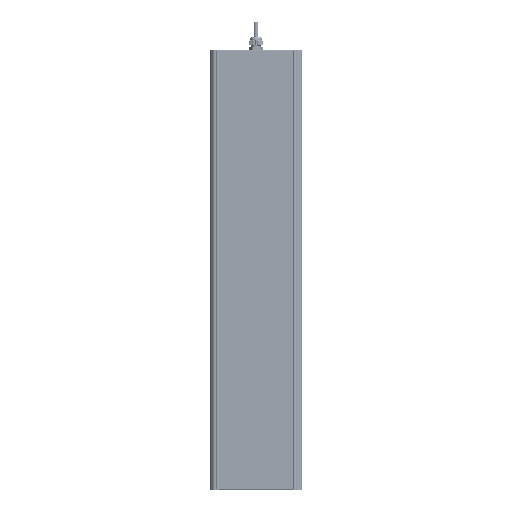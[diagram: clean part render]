
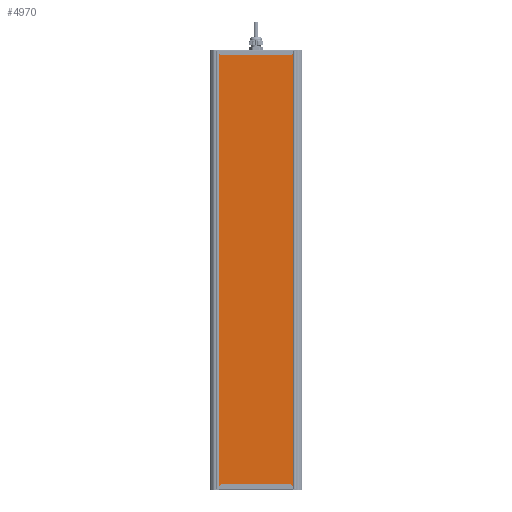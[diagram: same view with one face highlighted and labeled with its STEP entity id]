
A CAD part, front view. The second image highlights one B-rep face of the part: STEP entity #4970.
In plain terms, the highlighted face is planar.
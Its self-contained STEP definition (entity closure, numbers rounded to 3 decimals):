
#4970=ADVANCED_FACE('',(#16918),#16920,.T.);
#16918=FACE_BOUND('',#16919,.T.);
#16919=EDGE_LOOP('',(#50159,#50160,#50161,#50162));
#16920=PLANE('',#16921);
#16921=AXIS2_PLACEMENT_3D('',#16922,#16923,#16924);
#16922=CARTESIAN_POINT('',(2111.497,401.002,-34.582));
#16923=DIRECTION('',(0.,0.,-1.));
#16924=DIRECTION('',(0.,1.,0.));
#50159=ORIENTED_EDGE('',*,*,#59469,.F.);
#50160=ORIENTED_EDGE('',*,*,#59468,.T.);
#50161=ORIENTED_EDGE('',*,*,#59470,.F.);
#50162=ORIENTED_EDGE('',*,*,#59471,.F.);
#59468=EDGE_CURVE('',#66416,#66420,#66422,.T.);
#59469=EDGE_CURVE('',#66416,#66423,#66424,.T.);
#59470=EDGE_CURVE('',#66425,#66420,#66426,.T.);
#59471=EDGE_CURVE('',#66423,#66425,#66427,.T.);
#66416=VERTEX_POINT('',#87418);
#66420=VERTEX_POINT('',#87426);
#66422=LINE('',#87430,#87431);
#66423=VERTEX_POINT('',#87433);
#66424=LINE('',#87434,#87435);
#66425=VERTEX_POINT('',#87437);
#66426=LINE('',#87438,#87439);
#66427=LINE('',#87441,#87442);
#87418=CARTESIAN_POINT('',(2111.497,565.13,-34.582));
#87426=CARTESIAN_POINT('',(3007.497,565.13,-34.582));
#87430=CARTESIAN_POINT('',(2111.497,565.13,-34.582));
#87431=VECTOR('',#87432,1.);
#87432=DIRECTION('',(1.,0.,0.));
#87433=CARTESIAN_POINT('',(2111.497,401.002,-34.582));
#87434=CARTESIAN_POINT('',(2111.497,565.13,-34.582));
#87435=VECTOR('',#87436,1.);
#87436=DIRECTION('',(0.,-1.,0.));
#87437=CARTESIAN_POINT('',(3007.497,401.002,-34.582));
#87438=CARTESIAN_POINT('',(3007.497,401.002,-34.582));
#87439=VECTOR('',#87440,1.);
#87440=DIRECTION('',(0.,1.,0.));
#87441=CARTESIAN_POINT('',(2111.497,401.002,-34.582));
#87442=VECTOR('',#87443,1.);
#87443=DIRECTION('',(1.,0.,0.));
